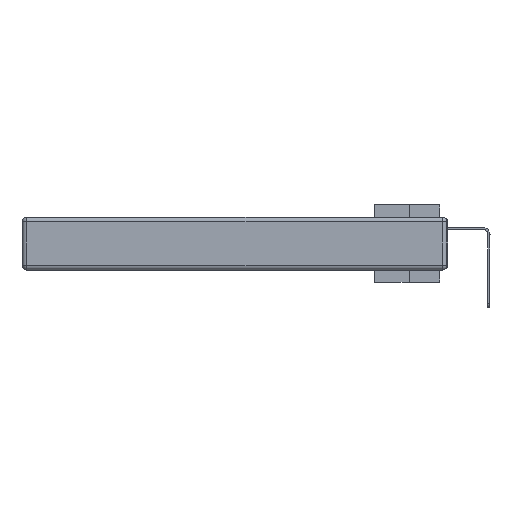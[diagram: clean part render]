
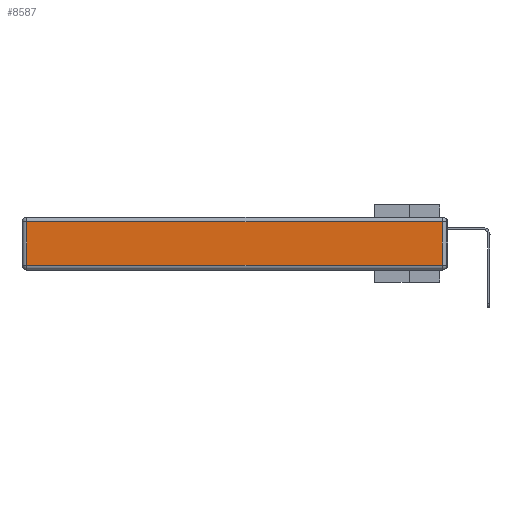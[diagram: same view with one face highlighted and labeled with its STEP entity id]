
A CAD part, left-side view. The second image highlights one B-rep face of the part: STEP entity #8587.
In plain terms, the highlighted planar face has unit normal (-1, 0, 0).
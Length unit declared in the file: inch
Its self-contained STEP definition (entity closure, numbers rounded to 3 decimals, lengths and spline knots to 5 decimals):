
#3398 = EDGE_CURVE ( 'NONE', #8750, #36275, #27917, .T. ) ;
#3443 = CARTESIAN_POINT ( 'NONE',  ( 0., 0., -0.343 ) ) ;
#5202 = CARTESIAN_POINT ( 'NONE',  ( 0., 0.03, -0.03 ) ) ;
#6639 = DIRECTION ( 'NONE',  ( -1., 0., 0. ) ) ;
#7375 = VECTOR ( 'NONE', #13493, 39.37008 ) ;
#8587 = ADVANCED_FACE ( 'NONE', ( #29769 ), #29854, .T. ) ;
#8750 = VERTEX_POINT ( 'NONE', #33659 ) ;
#9957 = CARTESIAN_POINT ( 'NONE',  ( 0., 2.72, -0.343 ) ) ;
#11221 = EDGE_CURVE ( 'NONE', #18858, #8750, #30506, .T. ) ;
#11635 = CARTESIAN_POINT ( 'NONE',  ( 0., 2.72, -0.03 ) ) ;
#12449 = CARTESIAN_POINT ( 'NONE',  ( 0., 2.72, -0.313 ) ) ;
#13059 = VERTEX_POINT ( 'NONE', #11635 ) ;
#13493 = DIRECTION ( 'NONE',  ( 0., 1., 0. ) ) ;
#14606 = ORIENTED_EDGE ( 'NONE', *, *, #23945, .T. ) ;
#14705 = VECTOR ( 'NONE', #18609, 39.37008 ) ;
#14806 = LINE ( 'NONE', #9957, #37774 ) ;
#15064 = EDGE_LOOP ( 'NONE', ( #38065, #38947, #14606, #32267 ) ) ;
#15532 = LINE ( 'NONE', #28730, #7375 ) ;
#15729 = DIRECTION ( 'NONE',  ( 0., 0., -1. ) ) ;
#17345 = VECTOR ( 'NONE', #37832, 39.37008 ) ;
#18609 = DIRECTION ( 'NONE',  ( 0., -1., 0. ) ) ;
#18858 = VERTEX_POINT ( 'NONE', #12449 ) ;
#21189 = EDGE_CURVE ( 'NONE', #13059, #18858, #14806, .T. ) ;
#21692 = CARTESIAN_POINT ( 'NONE',  ( 0., 0., -0.313 ) ) ;
#22012 = DIRECTION ( 'NONE',  ( 0., 0., 1. ) ) ;
#23945 = EDGE_CURVE ( 'NONE', #36275, #13059, #15532, .T. ) ;
#26061 = AXIS2_PLACEMENT_3D ( 'NONE', #3443, #6639, #22012 ) ;
#27917 = LINE ( 'NONE', #34763, #17345 ) ;
#28730 = CARTESIAN_POINT ( 'NONE',  ( 0., 2.75, -0.03 ) ) ;
#29769 = FACE_OUTER_BOUND ( 'NONE', #15064, .T. ) ;
#29854 = PLANE ( 'NONE',  #26061 ) ;
#30506 = LINE ( 'NONE', #21692, #14705 ) ;
#32267 = ORIENTED_EDGE ( 'NONE', *, *, #21189, .T. ) ;
#33659 = CARTESIAN_POINT ( 'NONE',  ( 0., 0.03, -0.313 ) ) ;
#34763 = CARTESIAN_POINT ( 'NONE',  ( 0., 0.03, -0.343 ) ) ;
#36275 = VERTEX_POINT ( 'NONE', #5202 ) ;
#37774 = VECTOR ( 'NONE', #15729, 39.37008 ) ;
#37832 = DIRECTION ( 'NONE',  ( 0., 0., 1. ) ) ;
#38065 = ORIENTED_EDGE ( 'NONE', *, *, #11221, .T. ) ;
#38947 = ORIENTED_EDGE ( 'NONE', *, *, #3398, .T. ) ;
